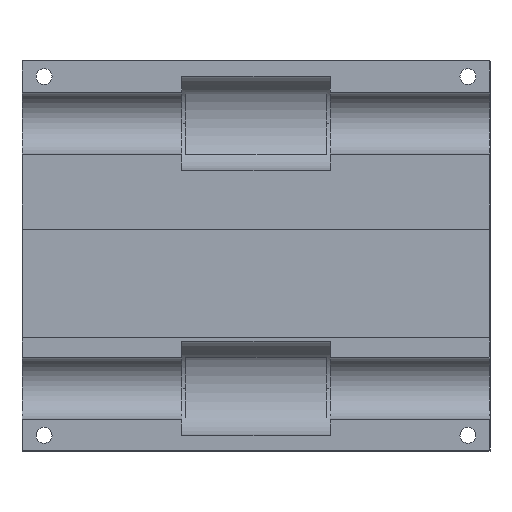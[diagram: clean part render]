
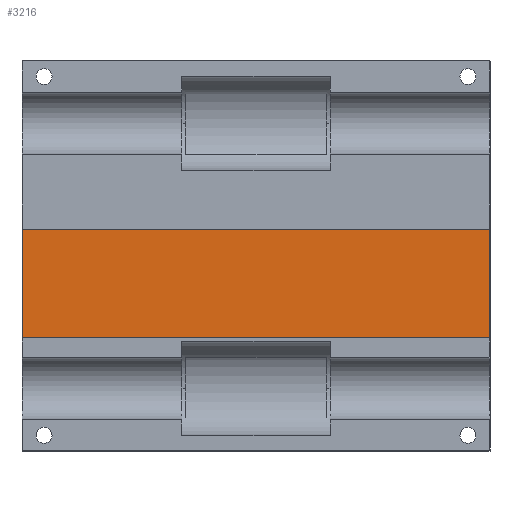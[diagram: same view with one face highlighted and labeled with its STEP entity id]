
A CAD part, top view. The second image highlights one B-rep face of the part: STEP entity #3216.
In plain terms, the highlighted planar face has unit normal (0, 0, 1).
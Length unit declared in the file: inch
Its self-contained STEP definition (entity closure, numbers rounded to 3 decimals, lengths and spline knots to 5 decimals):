
#130 = CARTESIAN_POINT ( 'NONE',  ( -2.3622, -0.51436, 0.19685 ) ) ;
#191 = EDGE_CURVE ( 'NONE', #555, #836, #2519, .T. ) ;
#210 = DIRECTION ( 'NONE',  ( -1., 0., 0. ) ) ;
#254 = DIRECTION ( 'NONE',  ( -1., 0., 0. ) ) ;
#313 = VERTEX_POINT ( 'NONE', #876 ) ;
#441 = EDGE_CURVE ( 'NONE', #1001, #836, #2733, .T. ) ;
#454 = CARTESIAN_POINT ( 'NONE',  ( 0., -0.84941, 0.19685 ) ) ;
#456 = ORIENTED_EDGE ( 'NONE', *, *, #2717, .F. ) ;
#457 = AXIS2_PLACEMENT_3D ( 'NONE', #528, #1604, #254 ) ;
#528 = CARTESIAN_POINT ( 'NONE',  ( 0., -1.16141, 0.19685 ) ) ;
#553 = LINE ( 'NONE', #2976, #2669 ) ;
#555 = VERTEX_POINT ( 'NONE', #454 ) ;
#642 = DIRECTION ( 'NONE',  ( 0., 1., 0. ) ) ;
#646 = EDGE_LOOP ( 'NONE', ( #3219, #456, #1524, #1541 ) ) ;
#809 = FACE_OUTER_BOUND ( 'NONE', #646, .T. ) ;
#836 = VERTEX_POINT ( 'NONE', #2202 ) ;
#876 = CARTESIAN_POINT ( 'NONE',  ( 0., -1.39763, 0.19685 ) ) ;
#892 = EDGE_CURVE ( 'NONE', #555, #313, #553, .T. ) ;
#918 = VECTOR ( 'NONE', #642, 39.37008 ) ;
#996 = LINE ( 'NONE', #3422, #2619 ) ;
#1001 = VERTEX_POINT ( 'NONE', #2168 ) ;
#1097 = DIRECTION ( 'NONE',  ( 0., -1., 0. ) ) ;
#1216 = CARTESIAN_POINT ( 'NONE',  ( 0., -0.84941, 0.19685 ) ) ;
#1524 = ORIENTED_EDGE ( 'NONE', *, *, #892, .F. ) ;
#1541 = ORIENTED_EDGE ( 'NONE', *, *, #191, .T. ) ;
#1604 = DIRECTION ( 'NONE',  ( 0., 0., -1. ) ) ;
#2168 = CARTESIAN_POINT ( 'NONE',  ( -2.3622, -1.39763, 0.19685 ) ) ;
#2202 = CARTESIAN_POINT ( 'NONE',  ( -2.3622, -0.84941, 0.19685 ) ) ;
#2519 = LINE ( 'NONE', #1216, #2832 ) ;
#2535 = DIRECTION ( 'NONE',  ( -1., 0., 0. ) ) ;
#2619 = VECTOR ( 'NONE', #210, 39.37008 ) ;
#2669 = VECTOR ( 'NONE', #1097, 39.37008 ) ;
#2717 = EDGE_CURVE ( 'NONE', #313, #1001, #996, .T. ) ;
#2733 = LINE ( 'NONE', #130, #918 ) ;
#2832 = VECTOR ( 'NONE', #2535, 39.37008 ) ;
#2908 = PLANE ( 'NONE',  #457 ) ;
#2976 = CARTESIAN_POINT ( 'NONE',  ( 0., -1.49862, 0.19685 ) ) ;
#3216 = ADVANCED_FACE ( 'NONE', ( #809 ), #2908, .F. ) ;
#3219 = ORIENTED_EDGE ( 'NONE', *, *, #441, .F. ) ;
#3422 = CARTESIAN_POINT ( 'NONE',  ( 0., -1.39763, 0.19685 ) ) ;
